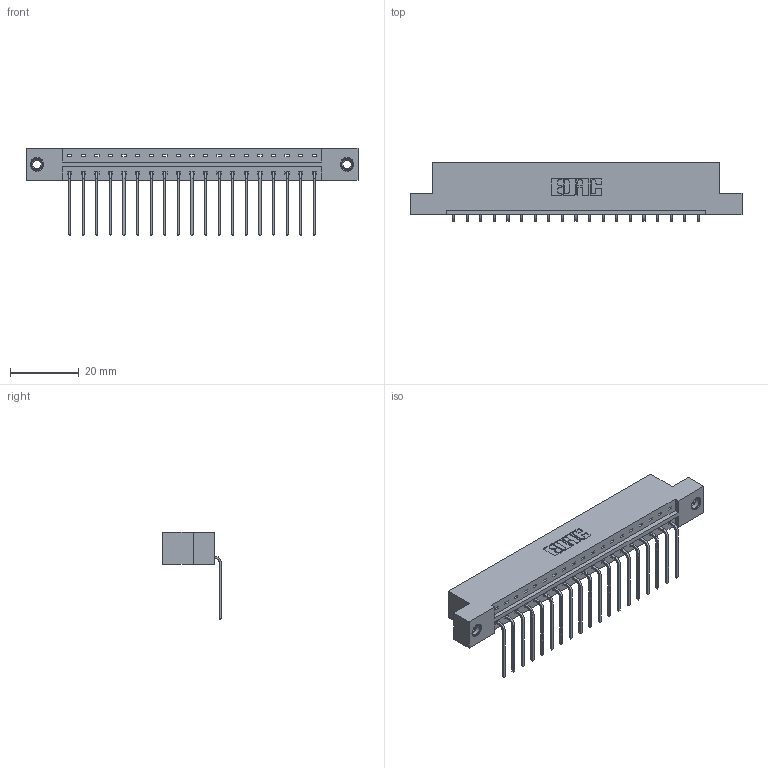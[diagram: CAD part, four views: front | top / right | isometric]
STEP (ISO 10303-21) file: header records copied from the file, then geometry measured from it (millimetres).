
FILE_DESCRIPTION (( 'STEP AP203' ), '1' );
FILE_NAME ('333-019-559-107.STEP', '2018-08-01T23:26:57', ( '' ), ( '' ), 'SwSTEP 2.0', 'SolidWorks 2016', '' );
FILE_SCHEMA (( 'CONFIG_CONTROL_DESIGN' ));
Length unit declared in the file: inch
Products named in the file (4): 333 Part_Flush - .156 Dia - TI; 345-292-001_558 559 Tail - 1; 345-250-001_345-250-005-103; 333-019-559-107
Assembly tree (22 placements, depth 2):
  333-019-559-107
    333 Part_Flush - .156 Dia - TI
    345-292-001_558 559 Tail - 1  x19
    345-250-001_345-250-005-103  x2
Bounding box: 96.82 x 17.09 x 25.53 mm (x, y, z)
Volume: 9595.3 mm3; surface area: 10657.1 mm2
Topology: 22 solids, 22 shells, 1314 faces, 3905 edges, 2570 vertices
Faces by surface type: plane 938, cylinder 360, cone 12, torus 4
Entity records: 15860 total; most frequent: CARTESIAN_POINT 2722, ORIENTED_EDGE 2670, DIRECTION 2375, EDGE_CURVE 1335, VECTOR 1187, LINE 1187, VERTEX_POINT 884, AXIS2_PLACEMENT_3D 594
